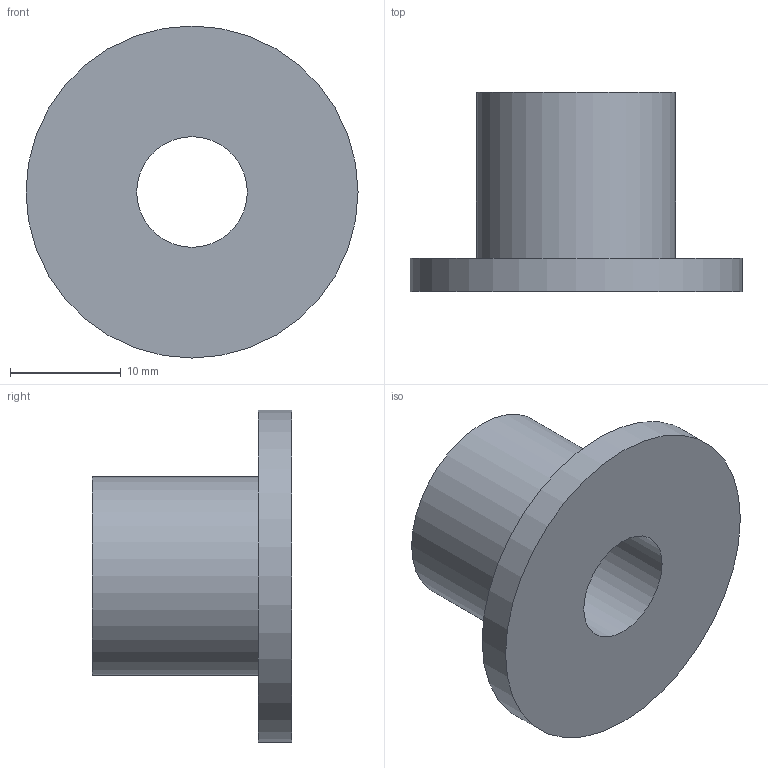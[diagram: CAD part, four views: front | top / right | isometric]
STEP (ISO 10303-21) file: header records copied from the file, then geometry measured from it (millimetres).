
FILE_DESCRIPTION(/* description */ (''),/* implementation_level */ '2;1');
FILE_NAME(/* name */ 'Adaptateur roue libre.stp',/* time_stamp */ '2020-09-07T18:50:46+02:00',/* author */ ('theob'),/* organization */ (''),/* preprocessor_version */ 'ST-DEVELOPER v17.2',/* originating_system */ 'Autodesk Inventor 2019',/* authorisation */ '');
FILE_SCHEMA (('AUTOMOTIVE_DESIGN { 1 0 10303 214 3 1 1 }'));
Length unit declared in the file: millimetre
Products named in the file (1): Adaptateur roue libre
Bounding box: 30 x 18 x 30 mm (x, y, z)
Volume: 4523.9 mm3; surface area: 2953.1 mm2
Topology: 1 solids, 1 shells, 6 faces, 10 edges, 7 vertices
Faces by surface type: cylinder 3, plane 3
Full cylindrical faces by diameter (mm): 10 x1, 18 x1, 30 x1
Entity records: 194 total; most frequent: DIRECTION 31, CARTESIAN_POINT 24, ORIENTED_EDGE 20, AXIS2_PLACEMENT_3D 14, EDGE_CURVE 10, EDGE_LOOP 9, CIRCLE 7, VERTEX_POINT 7
